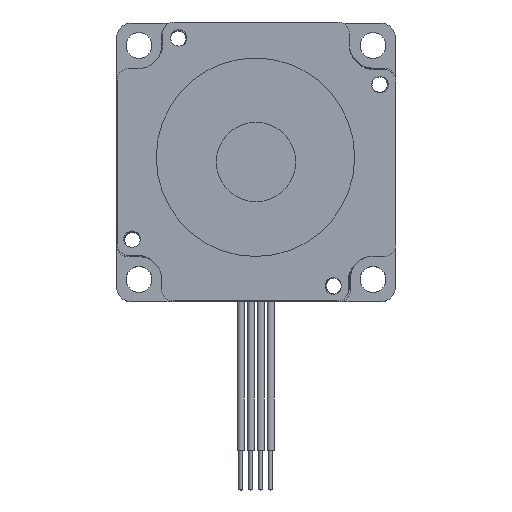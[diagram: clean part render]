
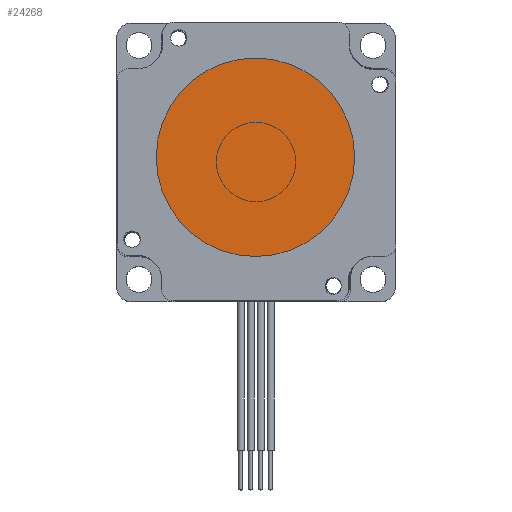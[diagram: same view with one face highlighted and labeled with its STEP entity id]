
A CAD part, top view. The second image highlights one B-rep face of the part: STEP entity #24268.
In plain terms, the highlighted planar face has unit normal (0, 0, 1).
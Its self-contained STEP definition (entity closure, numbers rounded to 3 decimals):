
#6961 = EDGE_CURVE ( 'NONE', #25823, #20744, #32582, .T. ) ;
#9817 = ORIENTED_EDGE ( 'NONE', *, *, #6961, .T. ) ;
#11283 = CARTESIAN_POINT ( 'NONE',  ( 20., 0., 0.05 ) ) ;
#11727 = ORIENTED_EDGE ( 'NONE', *, *, #36003, .T. ) ;
#12583 = CARTESIAN_POINT ( 'NONE',  ( 0., 0., 0.05 ) ) ;
#16920 = CARTESIAN_POINT ( 'NONE',  ( 0., 0., 0.05 ) ) ;
#18560 = PLANE ( 'NONE',  #34242 ) ;
#20744 = VERTEX_POINT ( 'NONE', #11283 ) ;
#21812 = CARTESIAN_POINT ( 'NONE',  ( 0., 0., 0.05 ) ) ;
#22370 = AXIS2_PLACEMENT_3D ( 'NONE', #12583, #35456, #35672 ) ;
#23047 = CIRCLE ( 'NONE', #22370, 20. ) ;
#23612 = DIRECTION ( 'NONE',  ( 0., 0., 1. ) ) ;
#24268 = ADVANCED_FACE ( 'NONE', ( #25260 ), #18560, .T. ) ;
#25260 = FACE_OUTER_BOUND ( 'NONE', #31683, .T. ) ;
#25279 = CARTESIAN_POINT ( 'NONE',  ( -20., 0., 0.05 ) ) ;
#25823 = VERTEX_POINT ( 'NONE', #25279 ) ;
#31683 = EDGE_LOOP ( 'NONE', ( #9817, #11727 ) ) ;
#32582 = CIRCLE ( 'NONE', #36031, 20. ) ;
#33523 = DIRECTION ( 'NONE',  ( -1., 0., 0. ) ) ;
#34242 = AXIS2_PLACEMENT_3D ( 'NONE', #21812, #35591, #38410 ) ;
#35456 = DIRECTION ( 'NONE',  ( 0., 0., 1. ) ) ;
#35591 = DIRECTION ( 'NONE',  ( 0., 0., 1. ) ) ;
#35672 = DIRECTION ( 'NONE',  ( -1., 0., 0. ) ) ;
#36003 = EDGE_CURVE ( 'NONE', #20744, #25823, #23047, .T. ) ;
#36031 = AXIS2_PLACEMENT_3D ( 'NONE', #16920, #23612, #33523 ) ;
#38410 = DIRECTION ( 'NONE',  ( 1., 0., 0. ) ) ;
